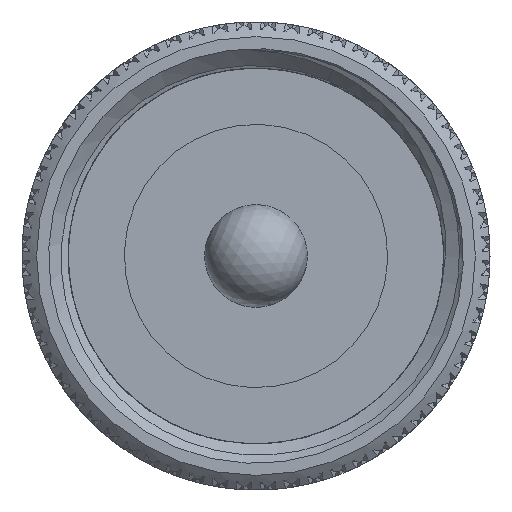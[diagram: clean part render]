
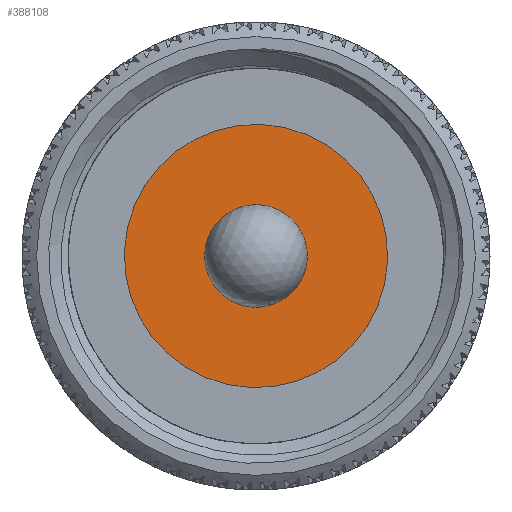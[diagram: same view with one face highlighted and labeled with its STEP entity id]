
A CAD part, left-side view. The second image highlights one B-rep face of the part: STEP entity #388108.
In plain terms, the highlighted planar face has unit normal (-1, 0, 0).
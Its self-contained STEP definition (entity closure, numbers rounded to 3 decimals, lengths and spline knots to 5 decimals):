
#2487 = ORIENTED_EDGE ( 'NONE', *, *, #30299, .F. ) ;
#2620 = CARTESIAN_POINT ( 'NONE',  ( 0.325, 0., 0. ) ) ;
#27751 = EDGE_LOOP ( 'NONE', ( #2487 ) ) ;
#28133 = ORIENTED_EDGE ( 'NONE', *, *, #232540, .T. ) ;
#30299 = EDGE_CURVE ( 'NONE', #43306, #43306, #109172, .T. ) ;
#43306 = VERTEX_POINT ( 'NONE', #71364 ) ;
#71364 = CARTESIAN_POINT ( 'NONE',  ( 0.325, -0.02978, 0.07209 ) ) ;
#91516 = DIRECTION ( 'NONE',  ( -1., 0., 0. ) ) ;
#109172 = CIRCLE ( 'NONE', #352310, 0.078 ) ;
#112422 = CARTESIAN_POINT ( 'NONE',  ( 0.325, 0., 0. ) ) ;
#155613 = DIRECTION ( 'NONE',  ( 0., -0.382, 0.924 ) ) ;
#173357 = CARTESIAN_POINT ( 'NONE',  ( 0.325, -0.07637, 0.18484 ) ) ;
#201647 = AXIS2_PLACEMENT_3D ( 'NONE', #335952, #91516, #155613 ) ;
#209223 = DIRECTION ( 'NONE',  ( -1., 0., 0. ) ) ;
#232540 = EDGE_CURVE ( 'NONE', #299524, #299524, #348653, .T. ) ;
#264761 = FACE_OUTER_BOUND ( 'NONE', #381621, .T. ) ;
#270656 = DIRECTION ( 'NONE',  ( -1., 0., 0. ) ) ;
#296736 = DIRECTION ( 'NONE',  ( 0., -0.382, 0.924 ) ) ;
#299524 = VERTEX_POINT ( 'NONE', #173357 ) ;
#322841 = FACE_BOUND ( 'NONE', #27751, .T. ) ;
#335952 = CARTESIAN_POINT ( 'NONE',  ( 0.325, 0., 0. ) ) ;
#348653 = CIRCLE ( 'NONE', #201647, 0.2 ) ;
#352310 = AXIS2_PLACEMENT_3D ( 'NONE', #2620, #209223, #369254 ) ;
#355324 = AXIS2_PLACEMENT_3D ( 'NONE', #112422, #270656, #296736 ) ;
#369254 = DIRECTION ( 'NONE',  ( 0., -0.382, 0.924 ) ) ;
#381621 = EDGE_LOOP ( 'NONE', ( #28133 ) ) ;
#388108 = ADVANCED_FACE ( 'NONE', ( #322841, #264761 ), #388835, .T. ) ;
#388835 = PLANE ( 'NONE',  #355324 ) ;
